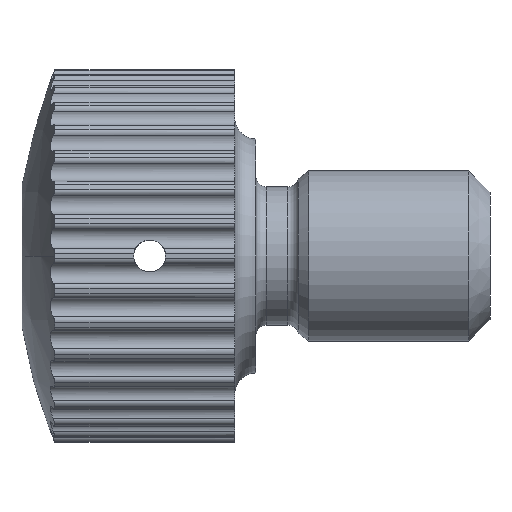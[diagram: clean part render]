
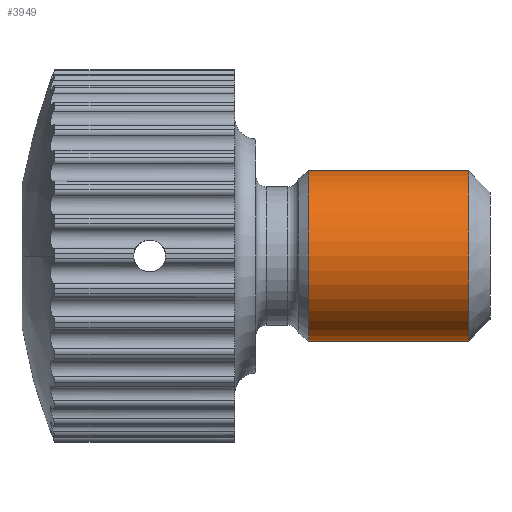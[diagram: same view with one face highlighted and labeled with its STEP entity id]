
A CAD part, front view. The second image highlights one B-rep face of the part: STEP entity #3949.
In plain terms, the highlighted cylindrical face has radius 8 mm (diameter 16 mm), a partial arc.
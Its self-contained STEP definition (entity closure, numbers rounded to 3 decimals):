
#2323 = VERTEX_POINT('',#2324);
#2324 = CARTESIAN_POINT('',(-17.064,0.,8.));
#2331 = VERTEX_POINT('',#2332);
#2332 = CARTESIAN_POINT('',(-17.064,0.,-8.));
#2365 = VERTEX_POINT('',#2366);
#2366 = CARTESIAN_POINT('',(-2.,0.,-8.));
#2373 = VERTEX_POINT('',#2374);
#2374 = CARTESIAN_POINT('',(-2.,0.,8.));
#2514 = EDGE_CURVE('',#2365,#2331,#2515,.T.);
#2515 = LINE('',#2516,#2517);
#2516 = CARTESIAN_POINT('',(0.,0.,-8.));
#2517 = VECTOR('',#2518,1.);
#2518 = DIRECTION('',(-1.,-0.,-0.));
#2521 = EDGE_CURVE('',#2373,#2323,#2522,.T.);
#2522 = LINE('',#2523,#2524);
#2523 = CARTESIAN_POINT('',(0.,0.,8.));
#2524 = VECTOR('',#2525,1.);
#2525 = DIRECTION('',(-1.,-0.,-0.));
#3949 = ADVANCED_FACE('',(#3950),#3968,.T.);
#3950 = FACE_BOUND('',#3951,.T.);
#3951 = EDGE_LOOP('',(#3952,#3953,#3960,#3961));
#3952 = ORIENTED_EDGE('',*,*,#2514,.F.);
#3953 = ORIENTED_EDGE('',*,*,#3954,.T.);
#3954 = EDGE_CURVE('',#2365,#2373,#3955,.T.);
#3955 = CIRCLE('',#3956,8.);
#3956 = AXIS2_PLACEMENT_3D('',#3957,#3958,#3959);
#3957 = CARTESIAN_POINT('',(-2.,0.,0.));
#3958 = DIRECTION('',(-1.,0.,-0.));
#3959 = DIRECTION('',(-0.,0.,1.));
#3960 = ORIENTED_EDGE('',*,*,#2521,.T.);
#3961 = ORIENTED_EDGE('',*,*,#3962,.T.);
#3962 = EDGE_CURVE('',#2323,#2331,#3963,.T.);
#3963 = CIRCLE('',#3964,8.);
#3964 = AXIS2_PLACEMENT_3D('',#3965,#3966,#3967);
#3965 = CARTESIAN_POINT('',(-17.064,0.,0.));
#3966 = DIRECTION('',(1.,0.,0.));
#3967 = DIRECTION('',(0.,0.,-1.));
#3968 = CYLINDRICAL_SURFACE('',#3969,8.);
#3969 = AXIS2_PLACEMENT_3D('',#3970,#3971,#3972);
#3970 = CARTESIAN_POINT('',(0.,0.,0.));
#3971 = DIRECTION('',(-1.,-0.,-0.));
#3972 = DIRECTION('',(-0.,0.,1.));
